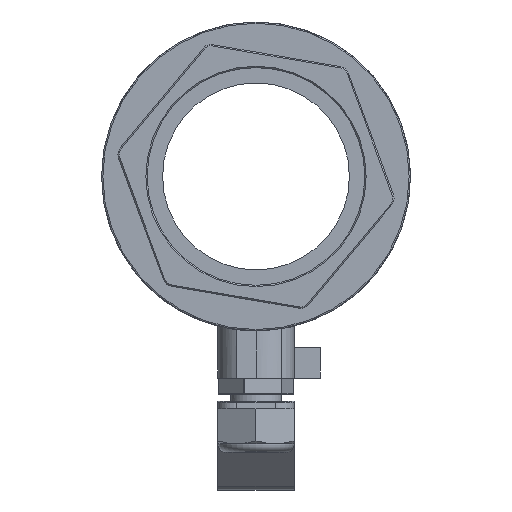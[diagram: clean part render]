
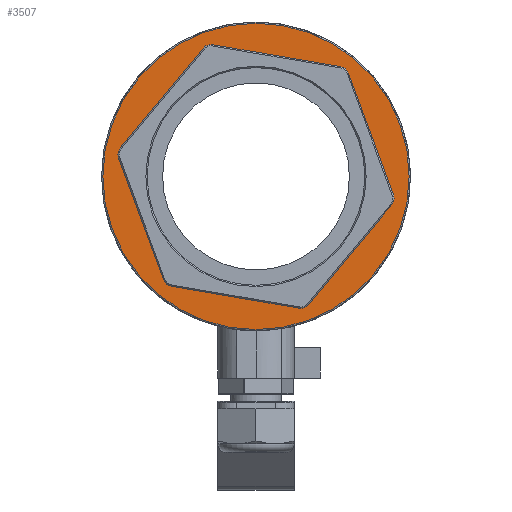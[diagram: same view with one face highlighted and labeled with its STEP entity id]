
A CAD part, front view. The second image highlights one B-rep face of the part: STEP entity #3507.
In plain terms, the highlighted planar face has unit normal (0, -1, 0).
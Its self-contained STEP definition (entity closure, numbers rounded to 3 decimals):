
#143=FACE_BOUND('',#570,.T.);
#176=PLANE('',#3802);
#347=FACE_OUTER_BOUND('',#569,.T.);
#569=EDGE_LOOP('',(#2526,#2527));
#570=EDGE_LOOP('',(#2528,#2529,#2530,#2531,#2532,#2533,#2534,#2535,#2536,
#2537,#2538,#2539));
#841=LINE('',#5566,#1105);
#842=LINE('',#5570,#1106);
#843=LINE('',#5574,#1107);
#844=LINE('',#5578,#1108);
#845=LINE('',#5582,#1109);
#846=LINE('',#5586,#1110);
#1105=VECTOR('',#4374,10.);
#1106=VECTOR('',#4377,10.);
#1107=VECTOR('',#4380,10.);
#1108=VECTOR('',#4383,10.);
#1109=VECTOR('',#4386,10.);
#1110=VECTOR('',#4389,10.);
#1322=CIRCLE('',#3793,60.);
#1326=CIRCLE('',#3797,60.);
#1330=CIRCLE('',#3803,4.);
#1331=CIRCLE('',#3804,4.);
#1332=CIRCLE('',#3805,4.);
#1333=CIRCLE('',#3806,4.);
#1334=CIRCLE('',#3807,4.);
#1335=CIRCLE('',#3808,4.);
#1558=VERTEX_POINT('',#5535);
#1559=VERTEX_POINT('',#5536);
#1568=VERTEX_POINT('',#5564);
#1569=VERTEX_POINT('',#5565);
#1570=VERTEX_POINT('',#5567);
#1571=VERTEX_POINT('',#5569);
#1572=VERTEX_POINT('',#5571);
#1573=VERTEX_POINT('',#5573);
#1574=VERTEX_POINT('',#5575);
#1575=VERTEX_POINT('',#5577);
#1576=VERTEX_POINT('',#5579);
#1577=VERTEX_POINT('',#5581);
#1578=VERTEX_POINT('',#5583);
#1579=VERTEX_POINT('',#5585);
#1918=EDGE_CURVE('',#1558,#1559,#1322,.T.);
#1922=EDGE_CURVE('',#1559,#1558,#1326,.T.);
#1930=EDGE_CURVE('',#1568,#1569,#841,.T.);
#1931=EDGE_CURVE('',#1570,#1569,#1330,.F.);
#1932=EDGE_CURVE('',#1570,#1571,#842,.T.);
#1933=EDGE_CURVE('',#1572,#1571,#1331,.F.);
#1934=EDGE_CURVE('',#1572,#1573,#843,.T.);
#1935=EDGE_CURVE('',#1574,#1573,#1332,.F.);
#1936=EDGE_CURVE('',#1574,#1575,#844,.T.);
#1937=EDGE_CURVE('',#1576,#1575,#1333,.F.);
#1938=EDGE_CURVE('',#1576,#1577,#845,.T.);
#1939=EDGE_CURVE('',#1578,#1577,#1334,.F.);
#1940=EDGE_CURVE('',#1578,#1579,#846,.T.);
#1941=EDGE_CURVE('',#1568,#1579,#1335,.F.);
#2526=ORIENTED_EDGE('',*,*,#1918,.F.);
#2527=ORIENTED_EDGE('',*,*,#1922,.F.);
#2528=ORIENTED_EDGE('',*,*,#1930,.T.);
#2529=ORIENTED_EDGE('',*,*,#1931,.F.);
#2530=ORIENTED_EDGE('',*,*,#1932,.T.);
#2531=ORIENTED_EDGE('',*,*,#1933,.F.);
#2532=ORIENTED_EDGE('',*,*,#1934,.T.);
#2533=ORIENTED_EDGE('',*,*,#1935,.F.);
#2534=ORIENTED_EDGE('',*,*,#1936,.T.);
#2535=ORIENTED_EDGE('',*,*,#1937,.F.);
#2536=ORIENTED_EDGE('',*,*,#1938,.T.);
#2537=ORIENTED_EDGE('',*,*,#1939,.F.);
#2538=ORIENTED_EDGE('',*,*,#1940,.T.);
#2539=ORIENTED_EDGE('',*,*,#1941,.F.);
#3507=ADVANCED_FACE('',(#347,#143),#176,.F.);
#3793=AXIS2_PLACEMENT_3D('',#5537,#4351,#4352);
#3797=AXIS2_PLACEMENT_3D('',#5543,#4359,#4360);
#3802=AXIS2_PLACEMENT_3D('',#5563,#4372,#4373);
#3803=AXIS2_PLACEMENT_3D('',#5568,#4375,#4376);
#3804=AXIS2_PLACEMENT_3D('',#5572,#4378,#4379);
#3805=AXIS2_PLACEMENT_3D('',#5576,#4381,#4382);
#3806=AXIS2_PLACEMENT_3D('',#5580,#4384,#4385);
#3807=AXIS2_PLACEMENT_3D('',#5584,#4387,#4388);
#3808=AXIS2_PLACEMENT_3D('',#5587,#4390,#4391);
#4351=DIRECTION('center_axis',(0.,1.,0.));
#4352=DIRECTION('ref_axis',(1.,0.,0.));
#4359=DIRECTION('center_axis',(0.,1.,0.));
#4360=DIRECTION('ref_axis',(1.,0.,0.));
#4372=DIRECTION('center_axis',(0.,1.,0.));
#4373=DIRECTION('ref_axis',(0.,0.,1.));
#4374=DIRECTION('',(0.346,0.,-0.938));
#4375=DIRECTION('center_axis',(0.,1.,0.));
#4376=DIRECTION('ref_axis',(0.986,0.,-0.169));
#4377=DIRECTION('',(-0.639,0.,-0.769));
#4378=DIRECTION('center_axis',(0.,1.,0.));
#4379=DIRECTION('ref_axis',(0.346,0.,-0.938));
#4380=DIRECTION('',(-0.986,0.,0.169));
#4381=DIRECTION('center_axis',(0.,1.,0.));
#4382=DIRECTION('ref_axis',(-0.639,0.,-0.769));
#4383=DIRECTION('',(-0.346,0.,0.938));
#4384=DIRECTION('center_axis',(0.,1.,0.));
#4385=DIRECTION('ref_axis',(-0.986,0.,0.169));
#4386=DIRECTION('',(0.639,0.,0.769));
#4387=DIRECTION('center_axis',(0.,1.,0.));
#4388=DIRECTION('ref_axis',(-0.346,0.,0.938));
#4389=DIRECTION('',(0.986,0.,-0.169));
#4390=DIRECTION('center_axis',(0.,1.,0.));
#4391=DIRECTION('ref_axis',(0.639,0.,0.769));
#5535=CARTESIAN_POINT('',(-60.,25.3,0.));
#5536=CARTESIAN_POINT('',(0.,25.3,60.));
#5537=CARTESIAN_POINT('Origin',(0.,25.3,0.));
#5543=CARTESIAN_POINT('Origin',(0.,25.3,0.));
#5563=CARTESIAN_POINT('Origin',(0.,25.3,0.));
#5564=CARTESIAN_POINT('',(36.234,25.3,40.453));
#5565=CARTESIAN_POINT('',(53.827,25.3,-7.211));
#5566=CARTESIAN_POINT('',(35.435,25.3,42.619));
#5567=CARTESIAN_POINT('',(53.15,25.3,-11.153));
#5568=CARTESIAN_POINT('Origin',(50.074,25.3,-8.596));
#5569=CARTESIAN_POINT('',(20.668,25.3,-50.221));
#5570=CARTESIAN_POINT('',(54.627,25.3,-9.378));
#5571=CARTESIAN_POINT('',(16.916,25.3,-51.606));
#5572=CARTESIAN_POINT('Origin',(17.593,25.3,-47.664));
#5573=CARTESIAN_POINT('',(-33.158,25.3,-43.01));
#5574=CARTESIAN_POINT('',(19.192,25.3,-51.997));
#5575=CARTESIAN_POINT('',(-36.234,25.3,-40.453));
#5576=CARTESIAN_POINT('Origin',(-32.482,25.3,-39.068));
#5577=CARTESIAN_POINT('',(-53.827,25.3,7.211));
#5578=CARTESIAN_POINT('',(-35.435,25.3,-42.619));
#5579=CARTESIAN_POINT('',(-53.15,25.3,11.153));
#5580=CARTESIAN_POINT('Origin',(-50.074,25.3,8.596));
#5581=CARTESIAN_POINT('',(-20.668,25.3,50.221));
#5582=CARTESIAN_POINT('',(-54.627,25.3,9.378));
#5583=CARTESIAN_POINT('',(-16.916,25.3,51.606));
#5584=CARTESIAN_POINT('Origin',(-17.593,25.3,47.664));
#5585=CARTESIAN_POINT('',(33.158,25.3,43.01));
#5586=CARTESIAN_POINT('',(-19.192,25.3,51.997));
#5587=CARTESIAN_POINT('Origin',(32.482,25.3,39.068));
